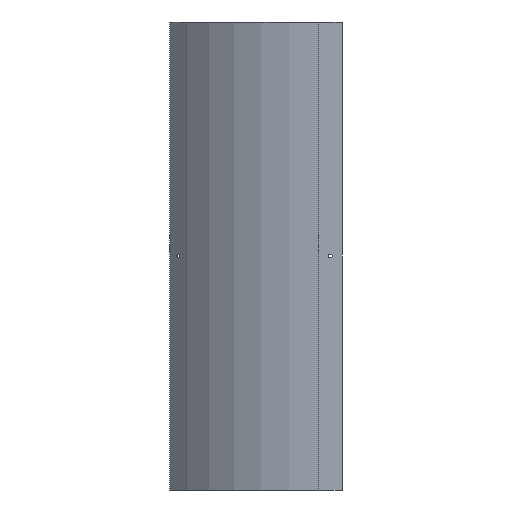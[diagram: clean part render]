
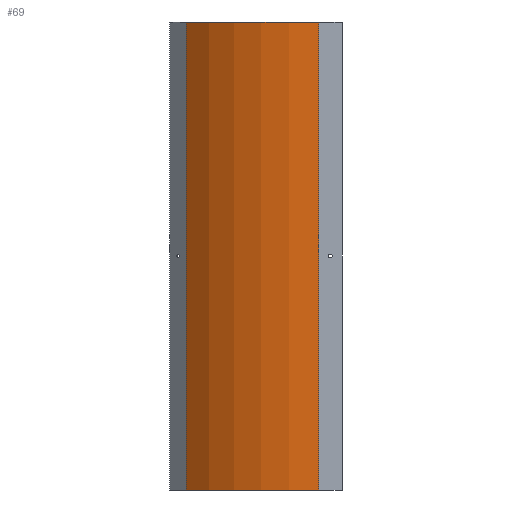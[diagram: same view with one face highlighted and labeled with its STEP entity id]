
A CAD part, left-side view. The second image highlights one B-rep face of the part: STEP entity #69.
In plain terms, the highlighted cylindrical face has radius 240.8 mm (diameter 481.6 mm), a partial arc.
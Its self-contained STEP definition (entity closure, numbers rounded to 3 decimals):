
#69 = ADVANCED_FACE ( 'NONE', ( #206 ), #196, .T. ) ;
#96 = CIRCLE ( 'NONE', #532, 240.8 ) ;
#110 = VECTOR ( 'NONE', #708, 1000. ) ;
#113 = LINE ( 'NONE', #627, #110 ) ;
#151 = CIRCLE ( 'NONE', #538, 240.8 ) ;
#165 = VECTOR ( 'NONE', #445, 1000. ) ;
#169 = LINE ( 'NONE', #454, #165 ) ;
#196 = CYLINDRICAL_SURFACE ( 'NONE', #551, 240.8 ) ;
#206 = FACE_OUTER_BOUND ( 'NONE', #384, .T. ) ;
#229 = VERTEX_POINT ( 'NONE', #408 ) ;
#235 = VERTEX_POINT ( 'NONE', #512 ) ;
#236 = VERTEX_POINT ( 'NONE', #412 ) ;
#251 = VERTEX_POINT ( 'NONE', #492 ) ;
#357 = ORIENTED_EDGE ( 'NONE', *, *, #612, .T. ) ;
#358 = ORIENTED_EDGE ( 'NONE', *, *, #577, .F. ) ;
#359 = ORIENTED_EDGE ( 'NONE', *, *, #586, .F. ) ;
#360 = ORIENTED_EDGE ( 'NONE', *, *, #607, .T. ) ;
#384 = EDGE_LOOP ( 'NONE', ( #357, #358, #359, #360 ) ) ;
#408 = CARTESIAN_POINT ( 'NONE',  ( 69.729, 200.319, -601.2 ) ) ;
#412 = CARTESIAN_POINT ( 'NONE',  ( 69.729, 200.319, 0.8 ) ) ;
#416 = DIRECTION ( 'NONE',  ( 1., 0., 0. ) ) ;
#417 = DIRECTION ( 'NONE',  ( 0., 0., -1. ) ) ;
#420 = CARTESIAN_POINT ( 'NONE',  ( 240., 30.048, -601.2 ) ) ;
#445 = DIRECTION ( 'NONE',  ( 0., 0., 1. ) ) ;
#454 = CARTESIAN_POINT ( 'NONE',  ( 69.729, 200.319, -601.2 ) ) ;
#492 = CARTESIAN_POINT ( 'NONE',  ( -0.8, 30.048, 0.8 ) ) ;
#495 = DIRECTION ( 'NONE',  ( 1., 0., 0. ) ) ;
#502 = CARTESIAN_POINT ( 'NONE',  ( 240., 30.048, -601.2 ) ) ;
#505 = DIRECTION ( 'NONE',  ( 0., 0., 1. ) ) ;
#512 = CARTESIAN_POINT ( 'NONE',  ( -0.8, 30.048, -601.2 ) ) ;
#532 = AXIS2_PLACEMENT_3D ( 'NONE', #689, #688, #687 ) ;
#538 = AXIS2_PLACEMENT_3D ( 'NONE', #420, #417, #416 ) ;
#551 = AXIS2_PLACEMENT_3D ( 'NONE', #502, #505, #495 ) ;
#577 = EDGE_CURVE ( 'NONE', #229, #236, #169, .T. ) ;
#586 = EDGE_CURVE ( 'NONE', #235, #229, #151, .T. ) ;
#607 = EDGE_CURVE ( 'NONE', #235, #251, #113, .T. ) ;
#612 = EDGE_CURVE ( 'NONE', #251, #236, #96, .T. ) ;
#627 = CARTESIAN_POINT ( 'NONE',  ( -0.8, 30.048, -601.2 ) ) ;
#687 = DIRECTION ( 'NONE',  ( 1., 0., 0. ) ) ;
#688 = DIRECTION ( 'NONE',  ( 0., 0., -1. ) ) ;
#689 = CARTESIAN_POINT ( 'NONE',  ( 240., 30.048, 0.8 ) ) ;
#708 = DIRECTION ( 'NONE',  ( 0., 0., 1. ) ) ;
